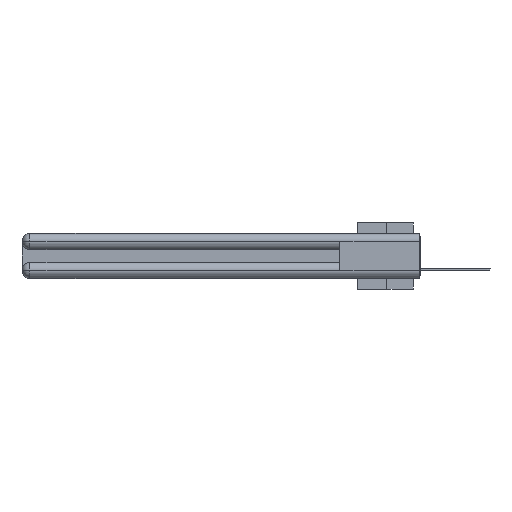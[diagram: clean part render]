
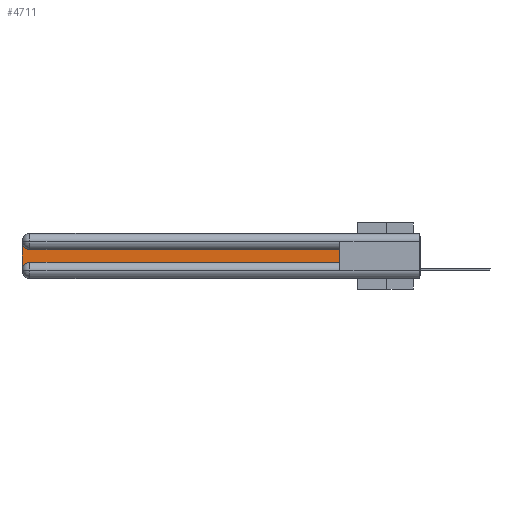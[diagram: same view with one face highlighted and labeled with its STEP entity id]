
A CAD part, left-side view. The second image highlights one B-rep face of the part: STEP entity #4711.
In plain terms, the highlighted planar face has unit normal (-1, 0, 0).
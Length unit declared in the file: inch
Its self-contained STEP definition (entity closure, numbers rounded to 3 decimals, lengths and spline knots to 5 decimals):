
#973 = DIRECTION ( 'NONE',  ( 1., 0., 0. ) ) ;
#3017 = DIRECTION ( 'NONE',  ( 1., 0., 0. ) ) ;
#3141 = CARTESIAN_POINT ( 'NONE',  ( 0.075, 2.94, -0.0625 ) ) ;
#3309 = VECTOR ( 'NONE', #3410, 39.37008 ) ;
#3410 = DIRECTION ( 'NONE',  ( 0., 0., -1. ) ) ;
#4010 = VERTEX_POINT ( 'NONE', #22679 ) ;
#4453 = CARTESIAN_POINT ( 'NONE',  ( 0.075, 0.6, -0.1225 ) ) ;
#4711 = ADVANCED_FACE ( 'NONE', ( #21698 ), #17528, .F. ) ;
#4962 = ORIENTED_EDGE ( 'NONE', *, *, #29603, .T. ) ;
#5306 = CARTESIAN_POINT ( 'NONE',  ( 0.075, 2.94, -0.1225 ) ) ;
#5422 = DIRECTION ( 'NONE',  ( 0., 0., 1. ) ) ;
#6346 = LINE ( 'NONE', #24864, #23199 ) ;
#7914 = CARTESIAN_POINT ( 'NONE',  ( 0.075, 2.94, -0.2175 ) ) ;
#8055 = LINE ( 'NONE', #20073, #3309 ) ;
#9535 = CARTESIAN_POINT ( 'NONE',  ( 0.075, 2.94, -0.2775 ) ) ;
#10091 = DIRECTION ( 'NONE',  ( 0., 0., -1. ) ) ;
#10396 = CARTESIAN_POINT ( 'NONE',  ( 0.075, 3., -0.2775 ) ) ;
#11165 = VECTOR ( 'NONE', #5422, 39.37008 ) ;
#11291 = ORIENTED_EDGE ( 'NONE', *, *, #24633, .T. ) ;
#11829 = AXIS2_PLACEMENT_3D ( 'NONE', #9535, #18486, #28055 ) ;
#13126 = ORIENTED_EDGE ( 'NONE', *, *, #14312, .T. ) ;
#14312 = EDGE_CURVE ( 'NONE', #4010, #14646, #28576, .T. ) ;
#14478 = AXIS2_PLACEMENT_3D ( 'NONE', #21851, #3017, #16904 ) ;
#14646 = VERTEX_POINT ( 'NONE', #4453 ) ;
#15621 = VERTEX_POINT ( 'NONE', #10396 ) ;
#15915 = AXIS2_PLACEMENT_3D ( 'NONE', #3141, #973, #10091 ) ;
#16540 = CARTESIAN_POINT ( 'NONE',  ( 0.075, 3., -0.0625 ) ) ;
#16904 = DIRECTION ( 'NONE',  ( 0., 0., -1. ) ) ;
#17257 = CIRCLE ( 'NONE', #11829, 0.06 ) ;
#17528 = PLANE ( 'NONE',  #14478 ) ;
#18363 = VERTEX_POINT ( 'NONE', #7914 ) ;
#18486 = DIRECTION ( 'NONE',  ( 1., 0., 0. ) ) ;
#18557 = EDGE_CURVE ( 'NONE', #18363, #4010, #6346, .T. ) ;
#19880 = VECTOR ( 'NONE', #22583, 39.37008 ) ;
#20073 = CARTESIAN_POINT ( 'NONE',  ( 0.075, 3., -0.2175 ) ) ;
#20266 = LINE ( 'NONE', #23290, #19880 ) ;
#21472 = CARTESIAN_POINT ( 'NONE',  ( 0.075, 0.6, -0.2175 ) ) ;
#21637 = ORIENTED_EDGE ( 'NONE', *, *, #21664, .T. ) ;
#21664 = EDGE_CURVE ( 'NONE', #15621, #18363, #17257, .T. ) ;
#21698 = FACE_OUTER_BOUND ( 'NONE', #23174, .T. ) ;
#21851 = CARTESIAN_POINT ( 'NONE',  ( 0.075, 3., -0.1225 ) ) ;
#22583 = DIRECTION ( 'NONE',  ( 0., 1., 0. ) ) ;
#22679 = CARTESIAN_POINT ( 'NONE',  ( 0.075, 0.6, -0.2175 ) ) ;
#22763 = VERTEX_POINT ( 'NONE', #5306 ) ;
#23174 = EDGE_LOOP ( 'NONE', ( #27809, #11291, #4962, #21637, #30558, #13126 ) ) ;
#23199 = VECTOR ( 'NONE', #24715, 39.37008 ) ;
#23290 = CARTESIAN_POINT ( 'NONE',  ( 0.075, 0.6, -0.1225 ) ) ;
#24633 = EDGE_CURVE ( 'NONE', #22763, #26295, #24812, .T. ) ;
#24715 = DIRECTION ( 'NONE',  ( 0., -1., 0. ) ) ;
#24812 = CIRCLE ( 'NONE', #15915, 0.06 ) ;
#24827 = EDGE_CURVE ( 'NONE', #14646, #22763, #20266, .T. ) ;
#24864 = CARTESIAN_POINT ( 'NONE',  ( 0.075, 0.6, -0.2175 ) ) ;
#26295 = VERTEX_POINT ( 'NONE', #16540 ) ;
#27809 = ORIENTED_EDGE ( 'NONE', *, *, #24827, .T. ) ;
#28055 = DIRECTION ( 'NONE',  ( 0., 0., -1. ) ) ;
#28576 = LINE ( 'NONE', #21472, #11165 ) ;
#29603 = EDGE_CURVE ( 'NONE', #26295, #15621, #8055, .T. ) ;
#30558 = ORIENTED_EDGE ( 'NONE', *, *, #18557, .T. ) ;
